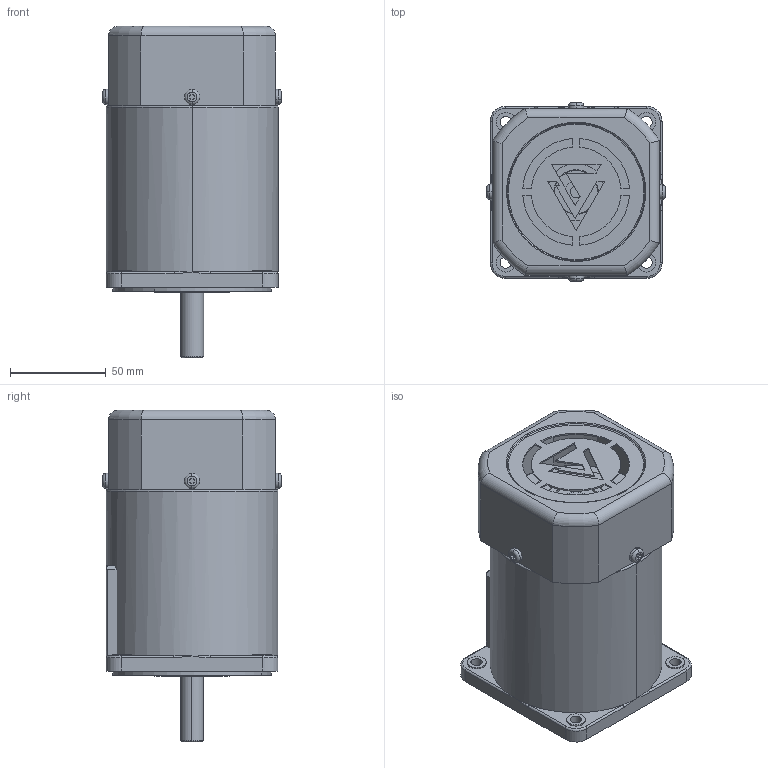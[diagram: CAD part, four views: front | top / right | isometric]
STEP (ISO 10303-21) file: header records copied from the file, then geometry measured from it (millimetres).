
FILE_DESCRIPTION (( 'STEP AP203' ), '1' );
FILE_NAME ('5IK40.60RA-CF.STEP', '2022-08-25T03:03:28', ( '' ), ( 'Microsoft' ), 'SwSTEP 2.0', 'SolidWorks 2020', '' );
FILE_SCHEMA (( 'CONFIG_CONTROL_DESIGN' ));
Length unit declared in the file: millimetre
Products named in the file (1): 5IK40.60RA-CF
Bounding box: 93.4 x 93.4 x 173.5 mm (x, y, z)
Surface area: 100071.7 mm2 (no closed solid volume)
Topology: 0 solids, 13 shells, 276 faces, 726 edges, 470 vertices
Faces by surface type: plane 122, cylinder 96, torus 28, cone 16, bspline 14
Entity records: 9665 total; most frequent: CARTESIAN_POINT 2733, DIRECTION 1482, ORIENTED_EDGE 1318, EDGE_CURVE 718, AXIS2_PLACEMENT_3D 553, VERTEX_POINT 470, VECTOR 376, LINE 376
